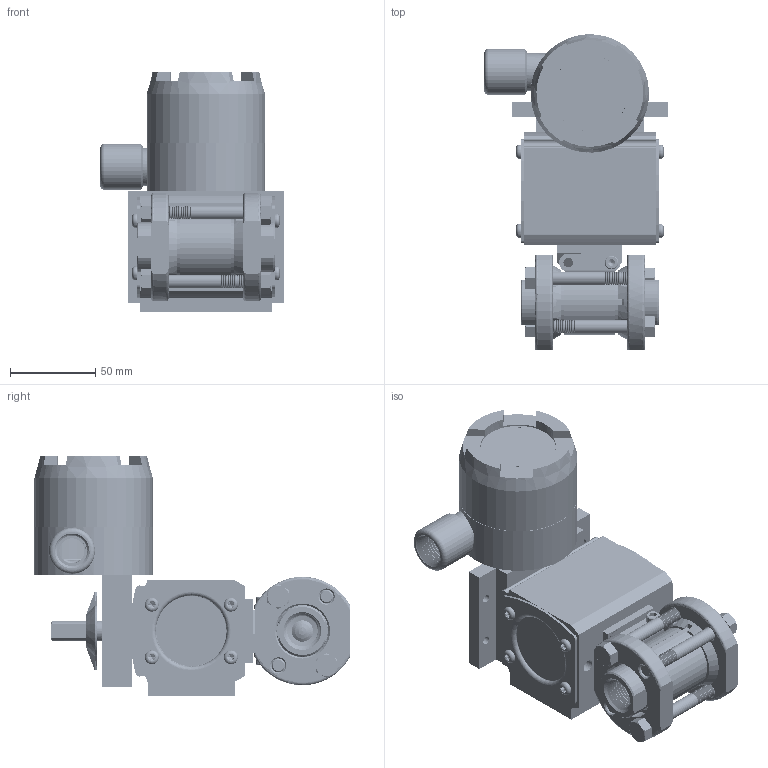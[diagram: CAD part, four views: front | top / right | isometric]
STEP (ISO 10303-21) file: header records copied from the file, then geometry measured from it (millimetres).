
FILE_DESCRIPTION (( 'STEP AP203' ), '1' );
FILE_NAME ('25XXSESA512DLS.step', '2018-09-04T19:32:41', ( '' ), ( '' ), 'SwSTEP 2.0', 'SolidWorks 2018', '' );
FILE_SCHEMA (( 'CONFIG_CONTROL_DESIGN' ));
Length unit declared in the file: inch
Products named in the file (1): 25XXSESA512DLS
Bounding box: 107.71 x 184.85 x 140.21 mm (x, y, z)
Volume: 573536 mm3; surface area: 222173.4 mm2
Topology: 39 solids, 39 shells, 3672 faces, 10014 edges, 6446 vertices
Faces by surface type: cylinder 1740, cone 1116, plane 584, torus 119, bspline 111, sphere 2
Entity records: 165839 total; most frequent: CARTESIAN_POINT 76631, ORIENTED_EDGE 19756, DIRECTION 18248, EDGE_CURVE 9878, AXIS2_PLACEMENT_3D 7306, VERTEX_POINT 6442, EDGE_LOOP 3960, CIRCLE 3744
